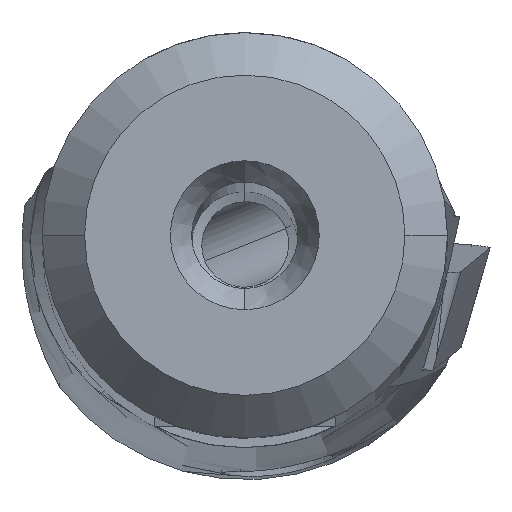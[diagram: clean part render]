
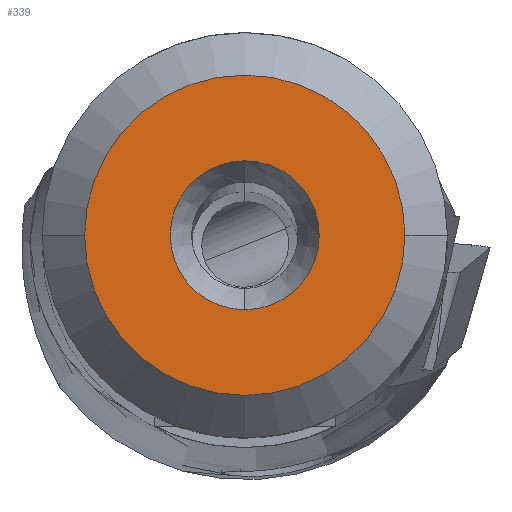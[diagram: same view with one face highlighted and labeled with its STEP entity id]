
A CAD part, top view. The second image highlights one B-rep face of the part: STEP entity #339.
In plain terms, the highlighted planar face has unit normal (0, 0, 1).
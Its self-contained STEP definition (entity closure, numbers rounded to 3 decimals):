
#339=ADVANCED_FACE('',(#473,#474),#442,.T.);
#442=PLANE('',#2228);
#473=FACE_BOUND('',#503,.T.);
#474=FACE_BOUND('',#504,.T.);
#503=EDGE_LOOP('',(#682,#683,#684,#685));
#504=EDGE_LOOP('',(#686,#687));
#682=ORIENTED_EDGE('',*,*,#1472,.F.);
#683=ORIENTED_EDGE('',*,*,#1473,.F.);
#684=ORIENTED_EDGE('',*,*,#1474,.F.);
#685=ORIENTED_EDGE('',*,*,#1475,.F.);
#686=ORIENTED_EDGE('',*,*,#1476,.F.);
#687=ORIENTED_EDGE('',*,*,#1477,.F.);
#1252=VERTEX_POINT('',#3139);
#1253=VERTEX_POINT('',#3140);
#1254=VERTEX_POINT('',#3142);
#1255=VERTEX_POINT('',#3144);
#1256=VERTEX_POINT('',#3147);
#1257=VERTEX_POINT('',#3148);
#1472=EDGE_CURVE('',#1252,#1253,#1764,.T.);
#1473=EDGE_CURVE('',#1254,#1252,#1765,.T.);
#1474=EDGE_CURVE('',#1255,#1254,#1766,.T.);
#1475=EDGE_CURVE('',#1253,#1255,#1767,.T.);
#1476=EDGE_CURVE('',#1256,#1257,#1768,.T.);
#1477=EDGE_CURVE('',#1257,#1256,#1769,.T.);
#1764=CIRCLE('',#2222,3.763);
#1765=CIRCLE('',#2223,3.763);
#1766=CIRCLE('',#2224,3.763);
#1767=CIRCLE('',#2225,3.763);
#1768=CIRCLE('',#2226,1.75);
#1769=CIRCLE('',#2227,1.75);
#2222=AXIS2_PLACEMENT_3D('',#3138,#2542,#2543);
#2223=AXIS2_PLACEMENT_3D('',#3141,#2544,#2545);
#2224=AXIS2_PLACEMENT_3D('',#3143,#2546,#2547);
#2225=AXIS2_PLACEMENT_3D('',#3145,#2548,#2549);
#2226=AXIS2_PLACEMENT_3D('',#3146,#2550,#2551);
#2227=AXIS2_PLACEMENT_3D('',#3149,#2552,#2553);
#2228=AXIS2_PLACEMENT_3D('',#3150,#2554,#2555);
#2542=DIRECTION('',(0.,0.,-1.));
#2543=DIRECTION('',(0.,1.,0.));
#2544=DIRECTION('',(0.,0.,-1.));
#2545=DIRECTION('',(-1.,0.,0.));
#2546=DIRECTION('',(0.,0.,-1.));
#2547=DIRECTION('',(0.,-1.,0.));
#2548=DIRECTION('',(0.,0.,-1.));
#2549=DIRECTION('',(1.,0.,0.));
#2550=DIRECTION('',(0.,0.,1.));
#2551=DIRECTION('',(0.,1.,0.));
#2552=DIRECTION('',(0.,0.,1.));
#2553=DIRECTION('',(0.,-1.,0.));
#2554=DIRECTION('',(0.,0.,1.));
#2555=DIRECTION('',(-1.,0.,0.));
#3138=CARTESIAN_POINT('',(0.,0.,0.));
#3139=CARTESIAN_POINT('',(0.,3.763,0.));
#3140=CARTESIAN_POINT('',(3.763,0.,0.));
#3141=CARTESIAN_POINT('',(0.,0.,0.));
#3142=CARTESIAN_POINT('',(-3.763,0.,0.));
#3143=CARTESIAN_POINT('',(0.,0.,0.));
#3144=CARTESIAN_POINT('',(0.,-3.763,0.));
#3145=CARTESIAN_POINT('',(0.,0.,0.));
#3146=CARTESIAN_POINT('',(0.,0.,0.));
#3147=CARTESIAN_POINT('',(0.,1.75,0.));
#3148=CARTESIAN_POINT('',(0.,-1.75,0.));
#3149=CARTESIAN_POINT('',(0.,0.,0.));
#3150=CARTESIAN_POINT('',(0.,0.,0.));
